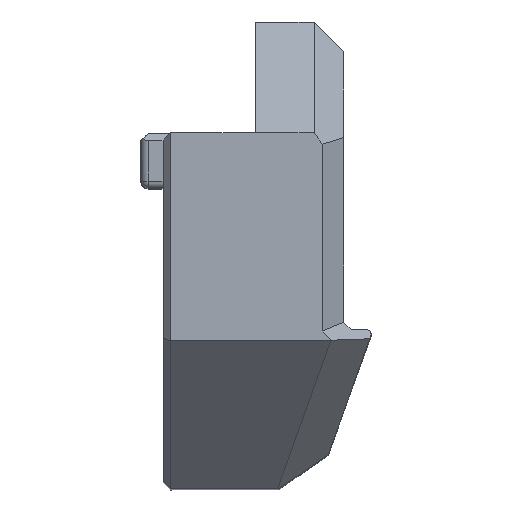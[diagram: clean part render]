
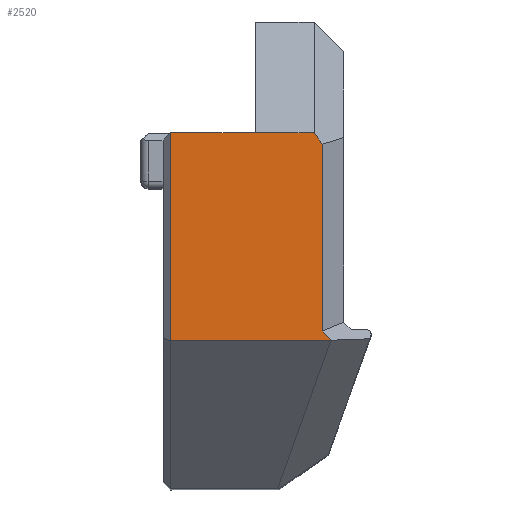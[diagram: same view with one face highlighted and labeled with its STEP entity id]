
A CAD part, top view. The second image highlights one B-rep face of the part: STEP entity #2520.
In plain terms, the highlighted planar face has unit normal (0, 0, 1).
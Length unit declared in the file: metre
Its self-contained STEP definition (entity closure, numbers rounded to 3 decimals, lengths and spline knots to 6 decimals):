
#447=ORIENTED_EDGE('',*,*,#1067,.F.);
#448=ORIENTED_EDGE('',*,*,#1066,.F.);
#449=ORIENTED_EDGE('',*,*,#984,.F.);
#450=ORIENTED_EDGE('',*,*,#965,.F.);
#451=ORIENTED_EDGE('',*,*,#1001,.T.);
#452=ORIENTED_EDGE('',*,*,#1068,.T.);
#453=ORIENTED_EDGE('',*,*,#997,.T.);
#454=ORIENTED_EDGE('',*,*,#1051,.F.);
#455=ORIENTED_EDGE('',*,*,#1047,.F.);
#965=EDGE_CURVE('',#1303,#1302,#1552,.T.);
#984=EDGE_CURVE('',#1302,#1320,#1571,.T.);
#997=EDGE_CURVE('',#1331,#1325,#1584,.T.);
#1001=EDGE_CURVE('',#1303,#1333,#1588,.T.);
#1047=EDGE_CURVE('',#1361,#1363,#1620,.T.);
#1051=EDGE_CURVE('',#1363,#1325,#1624,.T.);
#1066=EDGE_CURVE('',#1320,#1373,#1639,.T.);
#1067=EDGE_CURVE('',#1373,#1361,#1640,.T.);
#1068=EDGE_CURVE('',#1333,#1331,#1641,.T.);
#1302=VERTEX_POINT('',#3609);
#1303=VERTEX_POINT('',#3612);
#1320=VERTEX_POINT('',#3652);
#1325=VERTEX_POINT('',#3665);
#1331=VERTEX_POINT('',#3680);
#1333=VERTEX_POINT('',#3688);
#1361=VERTEX_POINT('',#3778);
#1363=VERTEX_POINT('',#3781);
#1373=VERTEX_POINT('',#3815);
#1552=LINE('',#3613,#1838);
#1571=LINE('',#3651,#1857);
#1584=LINE('',#3679,#1870);
#1588=LINE('',#3687,#1874);
#1620=LINE('',#3780,#1906);
#1624=LINE('',#3788,#1910);
#1639=LINE('',#3816,#1925);
#1640=LINE('',#3818,#1926);
#1641=LINE('',#3819,#1927);
#1838=VECTOR('',#2958,1.);
#1857=VECTOR('',#2983,1.);
#1870=VECTOR('',#3004,1.);
#1874=VECTOR('',#3012,1.);
#1906=VECTOR('',#3106,1.);
#1910=VECTOR('',#3112,1.);
#1925=VECTOR('',#3137,1.);
#1926=VECTOR('',#3140,1.);
#1927=VECTOR('',#3141,1.);
#2118=EDGE_LOOP('',(#447,#448,#449,#450,#451,#452,#453,#454,#455));
#2271=FACE_BOUND('',#2118,.T.);
#2404=PLANE('',#2703);
#2520=ADVANCED_FACE('',(#2271),#2404,.F.);
#2703=AXIS2_PLACEMENT_3D('',#3817,#3138,#3139);
#2958=DIRECTION('',(0.577,-0.816,0.));
#2983=DIRECTION('',(0.,-1.,0.));
#3004=DIRECTION('',(-1.,0.,0.));
#3012=DIRECTION('',(-1.,0.,0.));
#3106=DIRECTION('',(-1.,0.,0.));
#3112=DIRECTION('',(0.,1.,0.));
#3137=DIRECTION('',(0.707,-0.707,0.));
#3138=DIRECTION('',(0.,0.,-1.));
#3139=DIRECTION('',(1.,0.,0.));
#3140=DIRECTION('',(-0.743,-0.669,0.));
#3141=DIRECTION('',(0.,-1.,0.));
#3609=CARTESIAN_POINT('',(0.004339,0.003683,0.047999));
#3612=CARTESIAN_POINT('',(0.003893,0.004312,0.047999));
#3613=CARTESIAN_POINT('',(0.004917,0.002864,0.047999));
#3651=CARTESIAN_POINT('',(0.004339,-0.00468,0.047999));
#3652=CARTESIAN_POINT('',(0.004339,-0.006428,0.047999));
#3665=CARTESIAN_POINT('',(-0.003893,0.004311,0.047999));
#3679=CARTESIAN_POINT('',(-0.001458,0.004311,0.047999));
#3680=CARTESIAN_POINT('',(0.000707,0.004311,0.047999));
#3687=CARTESIAN_POINT('',(0.001377,0.004312,0.047999));
#3688=CARTESIAN_POINT('',(0.000707,0.004312,0.047999));
#3778=CARTESIAN_POINT('',(0.004793,-0.006969,0.047999));
#3780=CARTESIAN_POINT('',(-0.001458,-0.006969,0.047999));
#3781=CARTESIAN_POINT('',(-0.003893,-0.006969,0.047999));
#3788=CARTESIAN_POINT('',(-0.003893,0.0004,0.047999));
#3815=CARTESIAN_POINT('',(0.004839,-0.006928,0.047999));
#3816=CARTESIAN_POINT('',(0.003138,-0.005228,0.047999));
#3817=CARTESIAN_POINT('',(0.001377,-0.00351,0.047999));
#3818=CARTESIAN_POINT('',(0.003621,-0.008024,0.047999));
#3819=CARTESIAN_POINT('',(0.000707,0.002401,0.047999));
